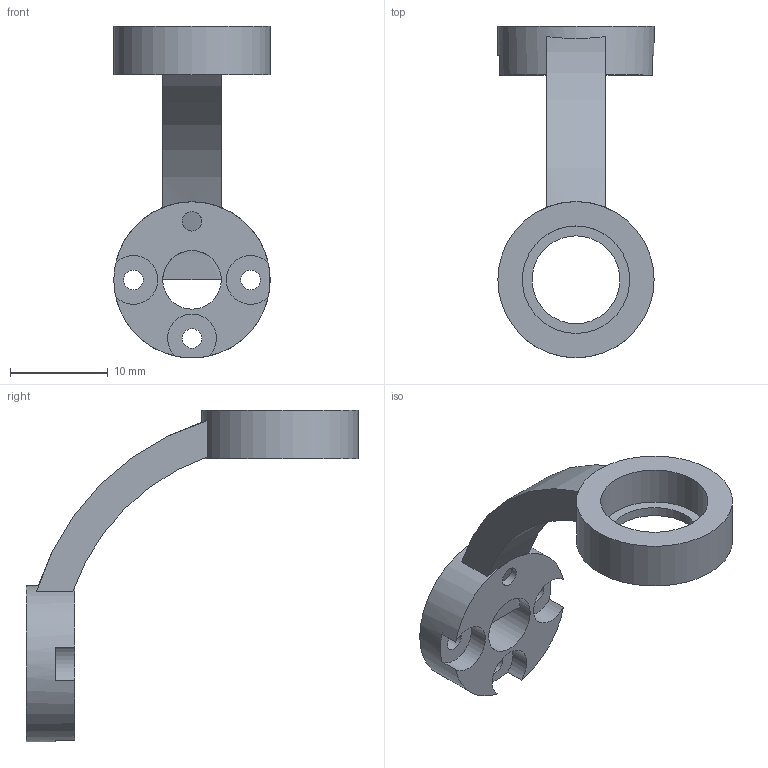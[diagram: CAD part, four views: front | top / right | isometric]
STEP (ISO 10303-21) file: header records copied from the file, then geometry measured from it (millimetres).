
FILE_DESCRIPTION(/* description */ (''),/* implementation_level */ '2;1');
FILE_NAME(/* name */ 'servo arm 1 v14.step',/* time_stamp */ '2025-10-28T21:47:06-04:00',/* author */ (''),/* organization */ (''),/* preprocessor_version */ 'ST-DEVELOPER v20.1',/* originating_system */ 'Autodesk Translation Framework v14.17.0.0',/* authorisation */ '');
FILE_SCHEMA (('AUTOMOTIVE_DESIGN { 1 0 10303 214 3 1 1 }'));
Length unit declared in the file: millimetre
Products named in the file (1): servo arm 1
Bounding box: 16 x 34 x 34 mm (x, y, z)
Volume: 1801.5 mm3; surface area: 1879.4 mm2
Topology: 1 solids, 1 shells, 31 faces, 73 edges, 47 vertices
Faces by surface type: cylinder 20, plane 11
Full cylindrical faces by diameter (mm): 2 x5, 6 x1, 9 x1, 11 x1, 16 x2
Entity records: 1061 total; most frequent: CARTESIAN_POINT 280, DIRECTION 162, ORIENTED_EDGE 146, EDGE_CURVE 73, AXIS2_PLACEMENT_3D 69, VERTEX_POINT 47, EDGE_LOOP 44, CIRCLE 37
